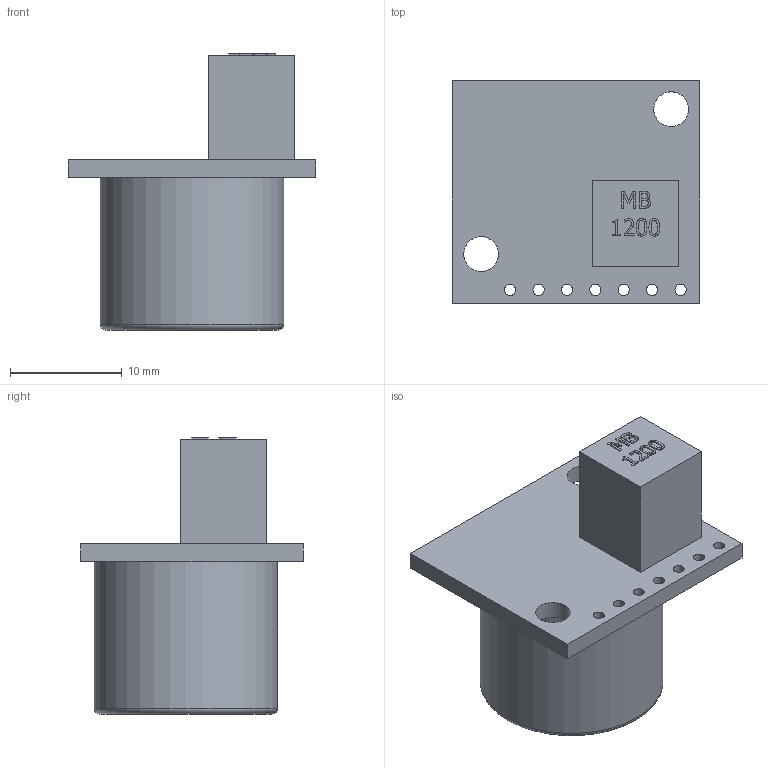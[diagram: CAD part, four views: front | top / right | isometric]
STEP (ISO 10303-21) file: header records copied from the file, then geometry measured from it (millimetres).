
FILE_DESCRIPTION((''),'2;1');
FILE_NAME('XL-MaxSonar MB1200.stp','2012-05-21T17:25:29',('x02s'),(''),'Autodesk Inventor 2012','Autodesk Inventor 2012','');
FILE_SCHEMA(('AUTOMOTIVE_DESIGN { 1 0 10303 214 1 1 1 1 }'));
Length unit declared in the file: millimetre
Products named in the file (1): XL-MaxSonar MB1200
Bounding box: 22.1 x 19.9 x 24.7 mm (x, y, z)
Volume: 3641.6 mm3; surface area: 2936.4 mm2
Topology: 1 solids, 1 shells, 164 faces, 422 edges, 281 vertices
Faces by surface type: plane 86, bspline 50, cylinder 27, torus 1
Full cylindrical faces by diameter (mm): 1 x7, 2 x1, 3.1 x2, 16.4 x1
Entity records: 5436 total; most frequent: CARTESIAN_POINT 1656, ORIENTED_EDGE 820, DIRECTION 595, EDGE_CURVE 410, VERTEX_POINT 281, VECTOR 255, LINE 255, EDGE_LOOP 215
